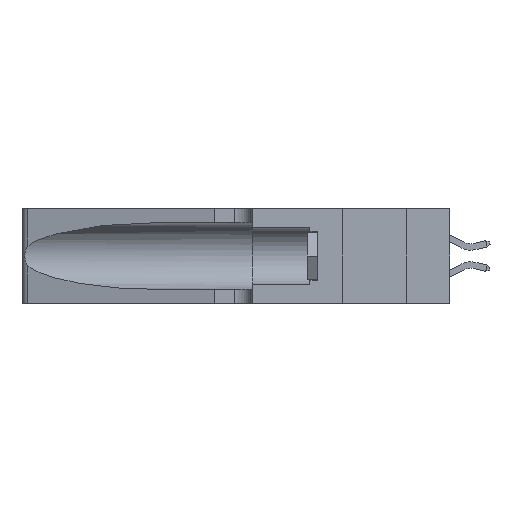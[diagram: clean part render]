
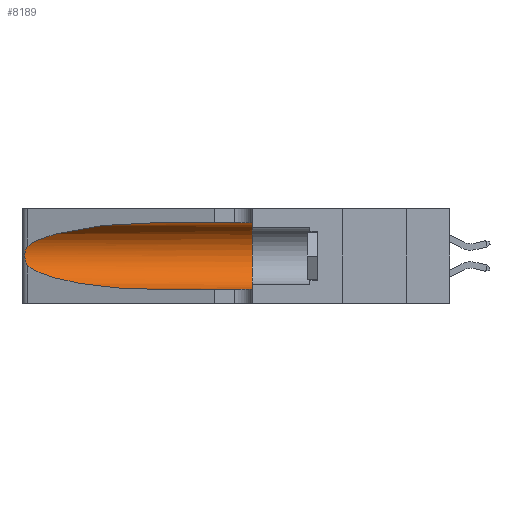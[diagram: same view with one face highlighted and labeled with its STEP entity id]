
A CAD part, left-side view. The second image highlights one B-rep face of the part: STEP entity #8189.
In plain terms, the highlighted cylindrical face has radius 3.308 mm (diameter 6.617 mm), a partial arc.
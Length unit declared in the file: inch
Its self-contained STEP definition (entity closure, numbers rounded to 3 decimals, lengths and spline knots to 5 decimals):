
#377 = B_SPLINE_CURVE_WITH_KNOTS ( 'NONE', 3,
 ( #26417, #16475, #28485, #31209, #21185, #6366, #23813, #21410, #6246, #30991, #18973, #8780, #11470, #11354 ),
 .UNSPECIFIED., .F., .F.,
 ( 4, 2, 2, 2, 2, 2, 4 ),
 ( 0., 0.00027, 0.00053, 0.00107, 0.0016, 0.00187, 0.00214 ),
 .UNSPECIFIED. ) ;
#738 = CARTESIAN_POINT ( 'NONE',  ( 0.25487, 1.22718, 0.22369 ) ) ;
#743 =( BOUNDED_CURVE ( )  B_SPLINE_CURVE ( 3, ( #11394, #3546, #11057, #8692 ),
 .UNSPECIFIED., .F., .F. ) 
 B_SPLINE_CURVE_WITH_KNOTS ( ( 4, 4 ),
 ( 3.44316, 4.71239 ),
 .UNSPECIFIED. ) 
 CURVE ( )  GEOMETRIC_REPRESENTATION_ITEM ( )  RATIONAL_B_SPLINE_CURVE ( ( 1., 0.87, 0.87, 1. ) ) 
 REPRESENTATION_ITEM ( '' )  );
#1282 = AXIS2_PLACEMENT_3D ( 'NONE', #17217, #24776, #22285 ) ;
#2259 = CARTESIAN_POINT ( 'NONE',  ( 0.1305, 0.35, 0.05475 ) ) ;
#3381 = ORIENTED_EDGE ( 'NONE', *, *, #7207, .T. ) ;
#3450 = VERTEX_POINT ( 'NONE', #9199 ) ;
#3537 = VERTEX_POINT ( 'NONE', #5312 ) ;
#3546 = CARTESIAN_POINT ( 'NONE',  ( 0.2373, 1.15595, 0.08982 ) ) ;
#5312 = CARTESIAN_POINT ( 'NONE',  ( 0.1305, 0.72297, 0.05475 ) ) ;
#5462 = DIRECTION ( 'NONE',  ( 0., -1., 0. ) ) ;
#6107 = VERTEX_POINT ( 'NONE', #13215 ) ;
#6246 = CARTESIAN_POINT ( 'NONE',  ( 0.26017, 1.23833, 0.17102 ) ) ;
#6366 = CARTESIAN_POINT ( 'NONE',  ( 0.26018, 1.23835, 0.19895 ) ) ;
#6946 = AXIS2_PLACEMENT_3D ( 'NONE', #25329, #5462, #23367 ) ;
#7207 = EDGE_CURVE ( 'NONE', #3450, #3537, #743, .T. ) ;
#8011 = EDGE_CURVE ( 'NONE', #6107, #23768, #27753, .T. ) ;
#8189 = ADVANCED_FACE ( 'NONE', ( #18813 ), #31342, .F. ) ;
#8692 = CARTESIAN_POINT ( 'NONE',  ( 0.1305, 0.72297, 0.05475 ) ) ;
#8780 = CARTESIAN_POINT ( 'NONE',  ( 0.25639, 1.23186, 0.15144 ) ) ;
#9124 = EDGE_CURVE ( 'NONE', #3537, #26734, #27382, .T. ) ;
#9199 = CARTESIAN_POINT ( 'NONE',  ( 0.25487, 1.22718, 0.14631 ) ) ;
#10146 = ORIENTED_EDGE ( 'NONE', *, *, #17056, .F. ) ;
#11057 = CARTESIAN_POINT ( 'NONE',  ( 0.18966, 0.96281, 0.05475 ) ) ;
#11354 = CARTESIAN_POINT ( 'NONE',  ( 0.25487, 1.22718, 0.14631 ) ) ;
#11394 = CARTESIAN_POINT ( 'NONE',  ( 0.25487, 1.22718, 0.14631 ) ) ;
#11470 = CARTESIAN_POINT ( 'NONE',  ( 0.25555, 1.22993, 0.14849 ) ) ;
#12340 = CARTESIAN_POINT ( 'NONE',  ( 0.1305, 0.72297, 0.31525 ) ) ;
#12554 = CARTESIAN_POINT ( 'NONE',  ( 0.18966, 0.96281, 0.31525 ) ) ;
#13215 = CARTESIAN_POINT ( 'NONE',  ( 0.1305, 0.72297, 0.31525 ) ) ;
#14857 = CARTESIAN_POINT ( 'NONE',  ( 0.2373, 1.15595, 0.28018 ) ) ;
#14881 = CARTESIAN_POINT ( 'NONE',  ( 0.1305, 1.61858, 0.05475 ) ) ;
#16475 = CARTESIAN_POINT ( 'NONE',  ( 0.25555, 1.22994, 0.2215 ) ) ;
#17056 = EDGE_CURVE ( 'NONE', #6107, #30867, #30083, .T. ) ;
#17217 = CARTESIAN_POINT ( 'NONE',  ( 0.1305, 0.35, 0.185 ) ) ;
#18570 = ORIENTED_EDGE ( 'NONE', *, *, #22294, .F. ) ;
#18813 = FACE_OUTER_BOUND ( 'NONE', #20105, .T. ) ;
#18973 = CARTESIAN_POINT ( 'NONE',  ( 0.25789, 1.23486, 0.15765 ) ) ;
#19430 = DIRECTION ( 'NONE',  ( 0., -1., 0. ) ) ;
#19979 = DIRECTION ( 'NONE',  ( 0., -1., 0. ) ) ;
#20105 = EDGE_LOOP ( 'NONE', ( #21362, #24053, #3381, #32056, #18570, #10146 ) ) ;
#21185 = CARTESIAN_POINT ( 'NONE',  ( 0.25854, 1.2359, 0.20912 ) ) ;
#21362 = ORIENTED_EDGE ( 'NONE', *, *, #8011, .T. ) ;
#21410 = CARTESIAN_POINT ( 'NONE',  ( 0.26075, 1.23896, 0.178 ) ) ;
#22285 = DIRECTION ( 'NONE',  ( 0., 0., 1. ) ) ;
#22294 = EDGE_CURVE ( 'NONE', #30867, #26734, #32206, .T. ) ;
#23367 = DIRECTION ( 'NONE',  ( 0., 0., -1. ) ) ;
#23458 = VECTOR ( 'NONE', #19979, 39.37008 ) ;
#23768 = VERTEX_POINT ( 'NONE', #25632 ) ;
#23813 = CARTESIAN_POINT ( 'NONE',  ( 0.26075, 1.23896, 0.19203 ) ) ;
#24053 = ORIENTED_EDGE ( 'NONE', *, *, #25036, .T. ) ;
#24776 = DIRECTION ( 'NONE',  ( 0., 1., 0. ) ) ;
#25036 = EDGE_CURVE ( 'NONE', #23768, #3450, #377, .T. ) ;
#25230 = CARTESIAN_POINT ( 'NONE',  ( 0.1305, 0.35, 0.31525 ) ) ;
#25329 = CARTESIAN_POINT ( 'NONE',  ( 0.1305, 1.61858, 0.185 ) ) ;
#25632 = CARTESIAN_POINT ( 'NONE',  ( 0.25487, 1.22718, 0.22369 ) ) ;
#26417 = CARTESIAN_POINT ( 'NONE',  ( 0.25487, 1.22718, 0.22369 ) ) ;
#26734 = VERTEX_POINT ( 'NONE', #2259 ) ;
#27382 = LINE ( 'NONE', #14881, #28951 ) ;
#27753 =( BOUNDED_CURVE ( )  B_SPLINE_CURVE ( 3, ( #12340, #12554, #14857, #738 ),
 .UNSPECIFIED., .F., .F. ) 
 B_SPLINE_CURVE_WITH_KNOTS ( ( 4, 4 ),
 ( 1.5708, 2.84003 ),
 .UNSPECIFIED. ) 
 CURVE ( )  GEOMETRIC_REPRESENTATION_ITEM ( )  RATIONAL_B_SPLINE_CURVE ( ( 1., 0.87, 0.87, 1. ) ) 
 REPRESENTATION_ITEM ( '' )  );
#28485 = CARTESIAN_POINT ( 'NONE',  ( 0.25639, 1.23184, 0.21858 ) ) ;
#28951 = VECTOR ( 'NONE', #19430, 39.37008 ) ;
#29827 = CARTESIAN_POINT ( 'NONE',  ( 0.1305, 1.61858, 0.31525 ) ) ;
#30083 = LINE ( 'NONE', #29827, #23458 ) ;
#30867 = VERTEX_POINT ( 'NONE', #25230 ) ;
#30991 = CARTESIAN_POINT ( 'NONE',  ( 0.25856, 1.23593, 0.16098 ) ) ;
#31209 = CARTESIAN_POINT ( 'NONE',  ( 0.25787, 1.23484, 0.2124 ) ) ;
#31342 = CYLINDRICAL_SURFACE ( 'NONE', #6946, 0.13025 ) ;
#32056 = ORIENTED_EDGE ( 'NONE', *, *, #9124, .T. ) ;
#32206 = CIRCLE ( 'NONE', #1282, 0.13025 ) ;
